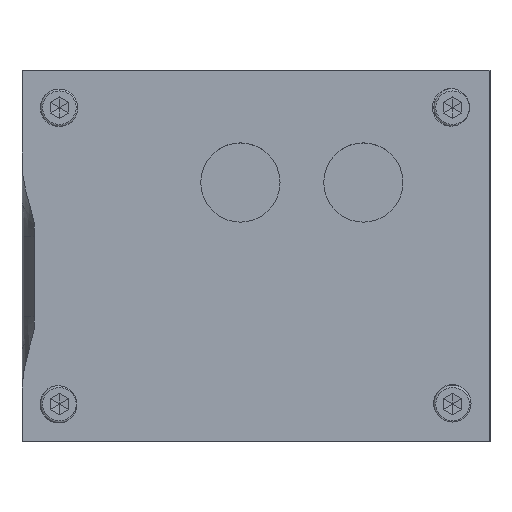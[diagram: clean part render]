
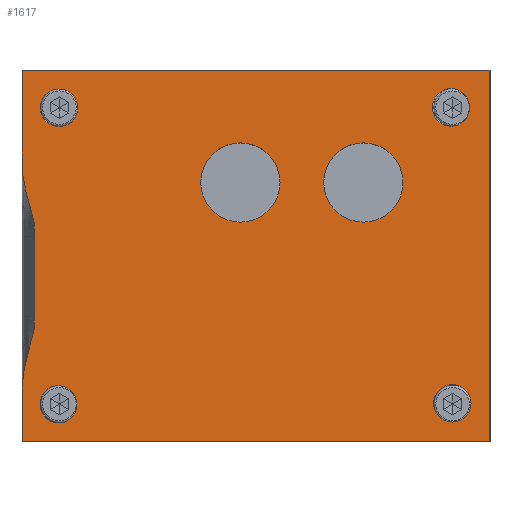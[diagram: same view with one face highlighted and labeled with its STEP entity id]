
A CAD part, top view. The second image highlights one B-rep face of the part: STEP entity #1617.
In plain terms, the highlighted planar face has unit normal (0, 0, 1).
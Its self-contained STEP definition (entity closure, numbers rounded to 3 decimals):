
#100=FACE_BOUND('',#520,.T.);
#101=FACE_BOUND('',#521,.T.);
#102=FACE_BOUND('',#522,.T.);
#103=FACE_BOUND('',#523,.T.);
#104=FACE_BOUND('',#524,.T.);
#105=FACE_BOUND('',#525,.T.);
#123=LINE('',#2595,#240);
#126=LINE('',#2601,#243);
#128=LINE('',#2605,#245);
#130=LINE('',#2608,#247);
#131=LINE('',#2610,#248);
#136=LINE('',#2629,#253);
#137=LINE('',#2631,#254);
#138=LINE('',#2632,#255);
#240=VECTOR('',#1989,10.);
#243=VECTOR('',#1994,10.);
#245=VECTOR('',#1998,10.);
#247=VECTOR('',#2002,10.);
#248=VECTOR('',#2005,10.);
#253=VECTOR('',#2028,10.);
#254=VECTOR('',#2029,10.);
#255=VECTOR('',#2030,10.);
#357=PLANE('',#1775);
#409=FACE_OUTER_BOUND('',#519,.T.);
#519=EDGE_LOOP('',(#1184,#1185,#1186,#1187,#1188,#1189,#1190,#1191,#1192,
#1193));
#520=EDGE_LOOP('',(#1194,#1195));
#521=EDGE_LOOP('',(#1196));
#522=EDGE_LOOP('',(#1197));
#523=EDGE_LOOP('',(#1198));
#524=EDGE_LOOP('',(#1199));
#525=EDGE_LOOP('',(#1200));
#639=CIRCLE('',#1768,1.5);
#640=CIRCLE('',#1770,1.5);
#641=CIRCLE('',#1772,1.5);
#642=CIRCLE('',#1774,1.5);
#643=CIRCLE('',#1776,1.5);
#644=CIRCLE('',#1777,3.175);
#645=CIRCLE('',#1778,3.175);
#723=B_SPLINE_CURVE_WITH_KNOTS('',3,(#2488,#2489,#2490,#2491,#2492,#2493,
#2494,#2495),.UNSPECIFIED.,.F.,.F.,(4,2,2,4),(-3.574,-3.468,
-3.362,-3.098),.UNSPECIFIED.);
#729=B_SPLINE_CURVE_WITH_KNOTS('',3,(#2583,#2584,#2585,#2586,#2587,#2588,
#2589,#2590),.UNSPECIFIED.,.F.,.F.,(4,2,2,4),(3.098,3.362,
3.468,3.574),.UNSPECIFIED.);
#746=VERTEX_POINT('',#2485);
#747=VERTEX_POINT('',#2487);
#765=VERTEX_POINT('',#2581);
#766=VERTEX_POINT('',#2582);
#767=VERTEX_POINT('',#2594);
#768=VERTEX_POINT('',#2598);
#769=VERTEX_POINT('',#2600);
#770=VERTEX_POINT('',#2604);
#771=VERTEX_POINT('',#2612);
#772=VERTEX_POINT('',#2614);
#773=VERTEX_POINT('',#2620);
#774=VERTEX_POINT('',#2624);
#775=VERTEX_POINT('',#2628);
#776=VERTEX_POINT('',#2630);
#777=VERTEX_POINT('',#2633);
#778=VERTEX_POINT('',#2635);
#779=VERTEX_POINT('',#2637);
#890=EDGE_CURVE('',#746,#747,#723,.T.);
#910=EDGE_CURVE('',#765,#766,#729,.T.);
#913=EDGE_CURVE('',#766,#767,#123,.T.);
#916=EDGE_CURVE('',#768,#769,#126,.T.);
#918=EDGE_CURVE('',#770,#769,#128,.T.);
#920=EDGE_CURVE('',#746,#770,#130,.T.);
#921=EDGE_CURVE('',#768,#767,#131,.T.);
#923=EDGE_CURVE('',#772,#771,#639,.T.);
#925=EDGE_CURVE('',#771,#772,#640,.T.);
#927=EDGE_CURVE('',#773,#773,#641,.T.);
#929=EDGE_CURVE('',#774,#774,#642,.T.);
#930=EDGE_CURVE('',#765,#775,#136,.T.);
#931=EDGE_CURVE('',#775,#776,#137,.T.);
#932=EDGE_CURVE('',#776,#747,#138,.T.);
#933=EDGE_CURVE('',#777,#777,#643,.T.);
#934=EDGE_CURVE('',#778,#778,#644,.T.);
#935=EDGE_CURVE('',#779,#779,#645,.T.);
#1184=ORIENTED_EDGE('',*,*,#890,.F.);
#1185=ORIENTED_EDGE('',*,*,#920,.T.);
#1186=ORIENTED_EDGE('',*,*,#918,.T.);
#1187=ORIENTED_EDGE('',*,*,#916,.F.);
#1188=ORIENTED_EDGE('',*,*,#921,.T.);
#1189=ORIENTED_EDGE('',*,*,#913,.F.);
#1190=ORIENTED_EDGE('',*,*,#910,.F.);
#1191=ORIENTED_EDGE('',*,*,#930,.T.);
#1192=ORIENTED_EDGE('',*,*,#931,.T.);
#1193=ORIENTED_EDGE('',*,*,#932,.T.);
#1194=ORIENTED_EDGE('',*,*,#925,.T.);
#1195=ORIENTED_EDGE('',*,*,#923,.T.);
#1196=ORIENTED_EDGE('',*,*,#927,.T.);
#1197=ORIENTED_EDGE('',*,*,#933,.T.);
#1198=ORIENTED_EDGE('',*,*,#934,.T.);
#1199=ORIENTED_EDGE('',*,*,#935,.T.);
#1200=ORIENTED_EDGE('',*,*,#929,.T.);
#1617=ADVANCED_FACE('',(#409,#100,#101,#102,#103,#104,#105),#357,.T.);
#1768=AXIS2_PLACEMENT_3D('',#2615,#2009,#2010);
#1770=AXIS2_PLACEMENT_3D('',#2618,#2014,#2015);
#1772=AXIS2_PLACEMENT_3D('',#2622,#2019,#2020);
#1774=AXIS2_PLACEMENT_3D('',#2626,#2024,#2025);
#1775=AXIS2_PLACEMENT_3D('',#2627,#2026,#2027);
#1776=AXIS2_PLACEMENT_3D('',#2634,#2031,#2032);
#1777=AXIS2_PLACEMENT_3D('',#2636,#2033,#2034);
#1778=AXIS2_PLACEMENT_3D('',#2638,#2035,#2036);
#1989=DIRECTION('',(0.,1.,0.));
#1994=DIRECTION('',(0.,-1.,0.));
#1998=DIRECTION('',(1.,0.,0.));
#2002=DIRECTION('',(0.,-1.,0.));
#2005=DIRECTION('',(-1.,0.,0.));
#2009=DIRECTION('center_axis',(0.,0.,-1.));
#2010=DIRECTION('ref_axis',(-1.,0.,0.));
#2014=DIRECTION('center_axis',(0.,0.,-1.));
#2015=DIRECTION('ref_axis',(-0.619,-0.786,0.));
#2019=DIRECTION('center_axis',(0.,0.,-1.));
#2020=DIRECTION('ref_axis',(-1.,0.,0.));
#2024=DIRECTION('center_axis',(0.,0.,-1.));
#2025=DIRECTION('ref_axis',(-1.,0.,0.));
#2026=DIRECTION('center_axis',(0.,0.,1.));
#2027=DIRECTION('ref_axis',(1.,0.,0.));
#2028=DIRECTION('',(0.,-1.,0.));
#2029=DIRECTION('',(0.,-1.,0.));
#2030=DIRECTION('',(0.,-1.,0.));
#2031=DIRECTION('center_axis',(0.,0.,-1.));
#2032=DIRECTION('ref_axis',(-1.,0.,0.));
#2033=DIRECTION('center_axis',(0.,0.,-1.));
#2034=DIRECTION('ref_axis',(1.,0.,0.));
#2035=DIRECTION('center_axis',(0.,0.,-1.));
#2036=DIRECTION('ref_axis',(1.,0.,0.));
#2485=CARTESIAN_POINT('',(-21.,-6.766,9.));
#2487=CARTESIAN_POINT('',(-20.,-1.821,9.));
#2488=CARTESIAN_POINT('Ctrl Pts',(-21.,-6.766,9.));
#2489=CARTESIAN_POINT('Ctrl Pts',(-21.,-6.412,9.));
#2490=CARTESIAN_POINT('Ctrl Pts',(-20.975,-6.025,9.));
#2491=CARTESIAN_POINT('Ctrl Pts',(-20.874,-5.256,9.));
#2492=CARTESIAN_POINT('Ctrl Pts',(-20.799,-4.875,9.));
#2493=CARTESIAN_POINT('Ctrl Pts',(-20.517,-3.677,9.));
#2494=CARTESIAN_POINT('Ctrl Pts',(-20.174,-2.735,9.));
#2495=CARTESIAN_POINT('Ctrl Pts',(-20.,-1.821,9.));
#2581=CARTESIAN_POINT('',(-20.,6.561,9.));
#2582=CARTESIAN_POINT('',(-21.,11.506,9.));
#2583=CARTESIAN_POINT('Ctrl Pts',(-20.,6.561,9.));
#2584=CARTESIAN_POINT('Ctrl Pts',(-20.174,7.475,9.));
#2585=CARTESIAN_POINT('Ctrl Pts',(-20.517,8.417,9.));
#2586=CARTESIAN_POINT('Ctrl Pts',(-20.799,9.615,9.));
#2587=CARTESIAN_POINT('Ctrl Pts',(-20.874,9.996,9.));
#2588=CARTESIAN_POINT('Ctrl Pts',(-20.975,10.765,9.));
#2589=CARTESIAN_POINT('Ctrl Pts',(-21.,11.152,9.));
#2590=CARTESIAN_POINT('Ctrl Pts',(-21.,11.506,9.));
#2594=CARTESIAN_POINT('',(-21.,18.87,9.));
#2595=CARTESIAN_POINT('',(-21.,-9.889,9.));
#2598=CARTESIAN_POINT('',(16.5,18.87,9.));
#2600=CARTESIAN_POINT('',(16.5,-10.889,9.));
#2601=CARTESIAN_POINT('',(16.5,17.87,9.));
#2604=CARTESIAN_POINT('',(-21.,-10.889,9.));
#2605=CARTESIAN_POINT('',(15.5,-10.889,9.));
#2608=CARTESIAN_POINT('',(-21.,-9.889,9.));
#2610=CARTESIAN_POINT('',(-20.,18.87,9.));
#2612=CARTESIAN_POINT('',(-18.703,-6.542,9.));
#2614=CARTESIAN_POINT('',(-17.457,-9.271,9.));
#2615=CARTESIAN_POINT('Origin',(-18.056,-7.895,9.));
#2618=CARTESIAN_POINT('Origin',(-18.104,-7.917,9.));
#2620=CARTESIAN_POINT('',(14.873,15.886,9.));
#2622=CARTESIAN_POINT('Origin',(13.373,15.886,9.));
#2624=CARTESIAN_POINT('',(-16.529,15.855,9.));
#2626=CARTESIAN_POINT('Origin',(-18.029,15.855,9.));
#2627=CARTESIAN_POINT('Origin',(-2.25,3.991,9.));
#2628=CARTESIAN_POINT('',(-20.,5.54,9.));
#2629=CARTESIAN_POINT('',(-20.,-9.889,9.));
#2630=CARTESIAN_POINT('',(-20.,-0.8,9.));
#2631=CARTESIAN_POINT('',(-20.,-9.889,9.));
#2632=CARTESIAN_POINT('',(-20.,-9.889,9.));
#2633=CARTESIAN_POINT('',(14.984,-7.825,9.));
#2634=CARTESIAN_POINT('Origin',(13.484,-7.825,9.));
#2635=CARTESIAN_POINT('',(3.175,9.87,9.));
#2636=CARTESIAN_POINT('Origin',(6.35,9.87,9.));
#2637=CARTESIAN_POINT('',(-6.675,9.87,9.));
#2638=CARTESIAN_POINT('Origin',(-3.5,9.87,9.));
